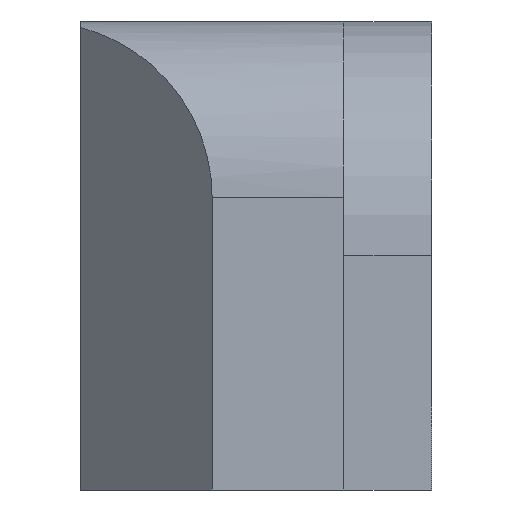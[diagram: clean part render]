
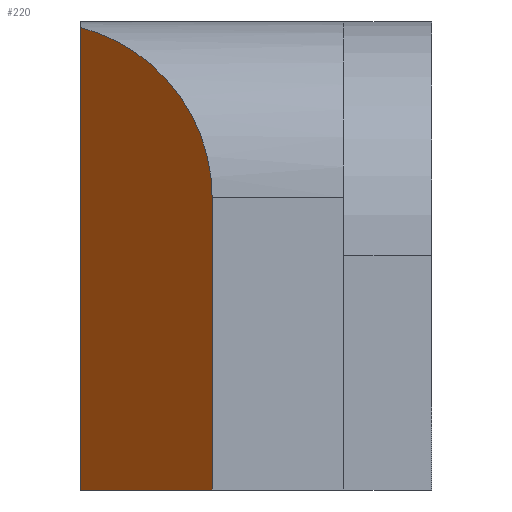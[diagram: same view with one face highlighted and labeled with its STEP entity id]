
A CAD part, left-side view. The second image highlights one B-rep face of the part: STEP entity #220.
In plain terms, the highlighted planar face has unit normal (-0.707, 0.707, 0).
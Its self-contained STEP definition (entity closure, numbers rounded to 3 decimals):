
#28 = VERTEX_POINT ( 'NONE', #288 ) ;
#30 = EDGE_CURVE ( 'NONE', #31, #28, #287, .T. ) ;
#31 = VERTEX_POINT ( 'NONE', #283 ) ;
#157 = ORIENTED_EDGE ( 'NONE', *, *, #158, .T. ) ;
#158 = EDGE_CURVE ( 'NONE', #31, #219, #451, .T. ) ;
#171 = EDGE_CURVE ( 'NONE', #175, #28, #387, .T. ) ;
#172 = ORIENTED_EDGE ( 'NONE', *, *, #30, .F. ) ;
#175 = VERTEX_POINT ( 'NONE', #380 ) ;
#215 = ORIENTED_EDGE ( 'NONE', *, *, #171, .T. ) ;
#216 = EDGE_LOOP ( 'NONE', ( #217, #215, #172, #157 ) ) ;
#217 = ORIENTED_EDGE ( 'NONE', *, *, #218, .T. ) ;
#218 = EDGE_CURVE ( 'NONE', #219, #175, #527, .T. ) ;
#219 = VERTEX_POINT ( 'NONE', #509 ) ;
#220 = ADVANCED_FACE ( 'NONE', ( #503 ), #508, .F. ) ;
#283 = CARTESIAN_POINT ( 'NONE',  ( -18.75, 0.5, -8. ) ) ;
#284 = DIRECTION ( 'NONE',  ( 0.707, 0.707, 0. ) ) ;
#285 = VECTOR ( 'NONE', #284, 1000. ) ;
#286 = CARTESIAN_POINT ( 'NONE',  ( -19., 0.25, -8. ) ) ;
#287 = LINE ( 'NONE', #286, #285 ) ;
#288 = CARTESIAN_POINT ( 'NONE',  ( -16.5, 2.75, -8. ) ) ;
#380 = CARTESIAN_POINT ( 'NONE',  ( -16.5, 2.75, -0.095 ) ) ;
#381 = DIRECTION ( 'NONE',  ( 0., 0., -1. ) ) ;
#382 = VECTOR ( 'NONE', #381, 1000. ) ;
#383 = CARTESIAN_POINT ( 'NONE',  ( -16.5, 2.75, -8. ) ) ;
#387 = LINE ( 'NONE', #383, #382 ) ;
#448 = DIRECTION ( 'NONE',  ( 0., 0., 1. ) ) ;
#449 = VECTOR ( 'NONE', #448, 1000. ) ;
#450 = CARTESIAN_POINT ( 'NONE',  ( -18.75, 0.5, -8. ) ) ;
#451 = LINE ( 'NONE', #450, #449 ) ;
#499 = DIRECTION ( 'NONE',  ( 0.707, 0.707, 0. ) ) ;
#500 = DIRECTION ( 'NONE',  ( 0.707, -0.707, 0. ) ) ;
#501 = CARTESIAN_POINT ( 'NONE',  ( -19., 0.25, -8. ) ) ;
#502 = AXIS2_PLACEMENT_3D ( 'NONE', #501, #500, #499 ) ;
#503 = FACE_OUTER_BOUND ( 'NONE', #216, .T. ) ;
#504 = CARTESIAN_POINT ( 'NONE',  ( -16.5, 2.75, -0.095 ) ) ;
#505 = CARTESIAN_POINT ( 'NONE',  ( -17.878, 1.372, -0.451 ) ) ;
#506 = CARTESIAN_POINT ( 'NONE',  ( -18.75, 0.5, -1.577 ) ) ;
#507 = CARTESIAN_POINT ( 'NONE',  ( -18.75, 0.5, -3. ) ) ;
#508 = PLANE ( 'NONE',  #502 ) ;
#509 = CARTESIAN_POINT ( 'NONE',  ( -18.75, 0.5, -3. ) ) ;
#527 =( BOUNDED_CURVE ( )  B_SPLINE_CURVE ( 3, ( #507, #506, #505, #504 ),
 .UNSPECIFIED., .F., .T. ) 
 B_SPLINE_CURVE_WITH_KNOTS ( ( 4, 4 ),
 ( 0., 1.318 ),
 .UNSPECIFIED. ) 
 CURVE ( )  GEOMETRIC_REPRESENTATION_ITEM ( )  RATIONAL_B_SPLINE_CURVE ( ( 1., 0.86, 0.86, 1. ) ) 
 REPRESENTATION_ITEM ( '' )  );
